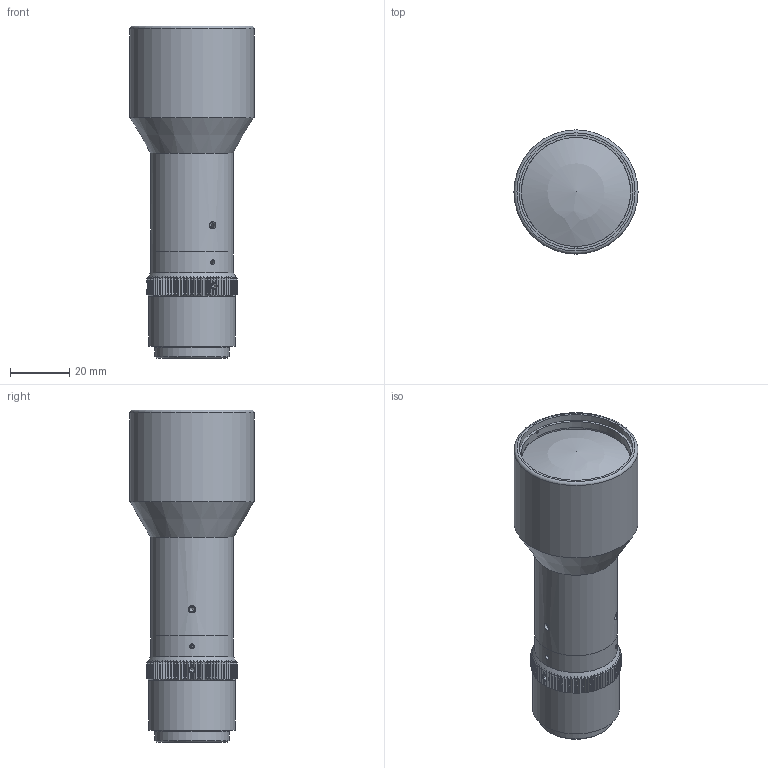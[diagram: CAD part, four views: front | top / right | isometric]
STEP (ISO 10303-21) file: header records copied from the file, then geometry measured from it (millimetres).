
FILE_DESCRIPTION(/* description */ (''),/* implementation_level */ '2;1');
FILE_NAME(/* name */ 'TO30_11.1-80-V-B.stp',/* time_stamp */ '2020-11-30T11:49:26+01:00',/* author */ (''),/* organization */ ('Vision & Control'),/* preprocessor_version */ 'ST-DEVELOPER v16.5',/* originating_system */ 'Autodesk Inventor 2017',/* authorisation */ '');
FILE_SCHEMA (('AUTOMOTIVE_DESIGN { 1 0 10303 214 3 1 1 }'));
Length unit declared in the file: millimetre
Products named in the file (1): TO30_11.1-80-V-B
Bounding box: 42 x 42 x 112.42 mm (x, y, z)
Volume: 104399.1 mm3; surface area: 30296.7 mm2
Topology: 17 solids, 17 shells, 483 faces, 1306 edges, 867 vertices
Faces by surface type: plane 294, cylinder 145, cone 40, sphere 3, torus 1
Full cylindrical faces by diameter (mm): 1.567 x3, 2 x3, 2.459 x6, 2.5 x1, 3 x6, 3.5 x1, 8 x1, 9 x1, 9.845 x1, 10 x3, 10.459 x2, 11 x1, 11.059 x1, 14.254 x1, 16 x1, 18.4 x1, 19 x1, 20 x3, 21.097 x2, 24.3 x1, 25.3 x1, 25.836 x1, 28 x2, 29.4 x1, 37 x1, 37.351 x1, 38 x1, 38.459 x1, 39 x1, 42 x1
Entity records: 15112 total; most frequent: CARTESIAN_POINT 3928, ORIENTED_EDGE 2336, DIRECTION 2040, EDGE_CURVE 1168, VERTEX_POINT 822, AXIS2_PLACEMENT_3D 807, EDGE_LOOP 608, STYLED_ITEM 498
